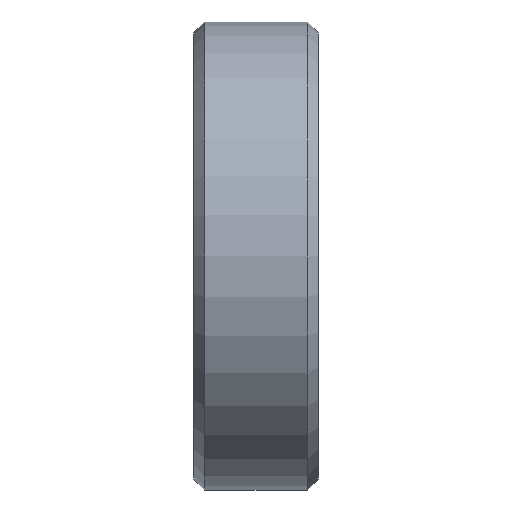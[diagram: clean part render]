
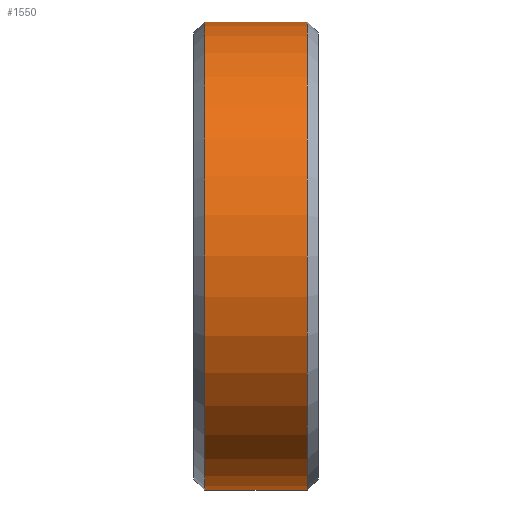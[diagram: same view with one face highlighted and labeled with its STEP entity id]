
A CAD part, front view. The second image highlights one B-rep face of the part: STEP entity #1550.
In plain terms, the highlighted cylindrical face has radius 7.5 mm (diameter 15 mm), a full revolution.
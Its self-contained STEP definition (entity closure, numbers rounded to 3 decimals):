
#246=CYLINDRICAL_SURFACE('',#1680,7.5);
#264=FACE_OUTER_BOUND('',#354,.T.);
#354=EDGE_LOOP('',(#1102,#1103,#1104,#1105,#1106,#1107));
#485=LINE('',#2403,#503);
#503=VECTOR('',#1943,7.5);
#526=CIRCLE('',#1677,7.5);
#527=CIRCLE('',#1678,7.5);
#529=CIRCLE('',#1681,7.5);
#530=CIRCLE('',#1682,7.5);
#663=VERTEX_POINT('',#2391);
#664=VERTEX_POINT('',#2392);
#666=VERTEX_POINT('',#2399);
#667=VERTEX_POINT('',#2400);
#845=EDGE_CURVE('',#663,#664,#526,.T.);
#846=EDGE_CURVE('',#664,#663,#527,.T.);
#849=EDGE_CURVE('',#666,#667,#529,.T.);
#850=EDGE_CURVE('',#667,#666,#530,.T.);
#851=EDGE_CURVE('',#667,#664,#485,.T.);
#1102=ORIENTED_EDGE('',*,*,#849,.F.);
#1103=ORIENTED_EDGE('',*,*,#850,.F.);
#1104=ORIENTED_EDGE('',*,*,#851,.T.);
#1105=ORIENTED_EDGE('',*,*,#845,.F.);
#1106=ORIENTED_EDGE('',*,*,#846,.F.);
#1107=ORIENTED_EDGE('',*,*,#851,.F.);
#1550=ADVANCED_FACE('',(#264),#246,.T.);
#1677=AXIS2_PLACEMENT_3D('',#2393,#1930,#1931);
#1678=AXIS2_PLACEMENT_3D('',#2394,#1932,#1933);
#1680=AXIS2_PLACEMENT_3D('',#2398,#1937,#1938);
#1681=AXIS2_PLACEMENT_3D('',#2401,#1939,#1940);
#1682=AXIS2_PLACEMENT_3D('',#2402,#1941,#1942);
#1930=DIRECTION('center_axis',(1.,0.,0.));
#1931=DIRECTION('ref_axis',(0.,0.,-1.));
#1932=DIRECTION('center_axis',(1.,0.,0.));
#1933=DIRECTION('ref_axis',(0.,0.,-1.));
#1937=DIRECTION('center_axis',(-1.,0.,0.));
#1938=DIRECTION('ref_axis',(0.,0.,1.));
#1939=DIRECTION('center_axis',(-1.,0.,0.));
#1940=DIRECTION('ref_axis',(0.,0.,-1.));
#1941=DIRECTION('center_axis',(-1.,0.,0.));
#1942=DIRECTION('ref_axis',(0.,0.,-1.));
#1943=DIRECTION('',(1.,0.,0.));
#2391=CARTESIAN_POINT('',(1.65,0.,7.5));
#2392=CARTESIAN_POINT('',(1.65,0.,-7.5));
#2393=CARTESIAN_POINT('Origin',(1.65,0.,0.));
#2394=CARTESIAN_POINT('Origin',(1.65,0.,0.));
#2398=CARTESIAN_POINT('Origin',(0.,0.,0.));
#2399=CARTESIAN_POINT('',(-1.65,0.,7.5));
#2400=CARTESIAN_POINT('',(-1.65,0.,-7.5));
#2401=CARTESIAN_POINT('Origin',(-1.65,0.,0.));
#2402=CARTESIAN_POINT('Origin',(-1.65,0.,0.));
#2403=CARTESIAN_POINT('',(0.,0.,-7.5));
